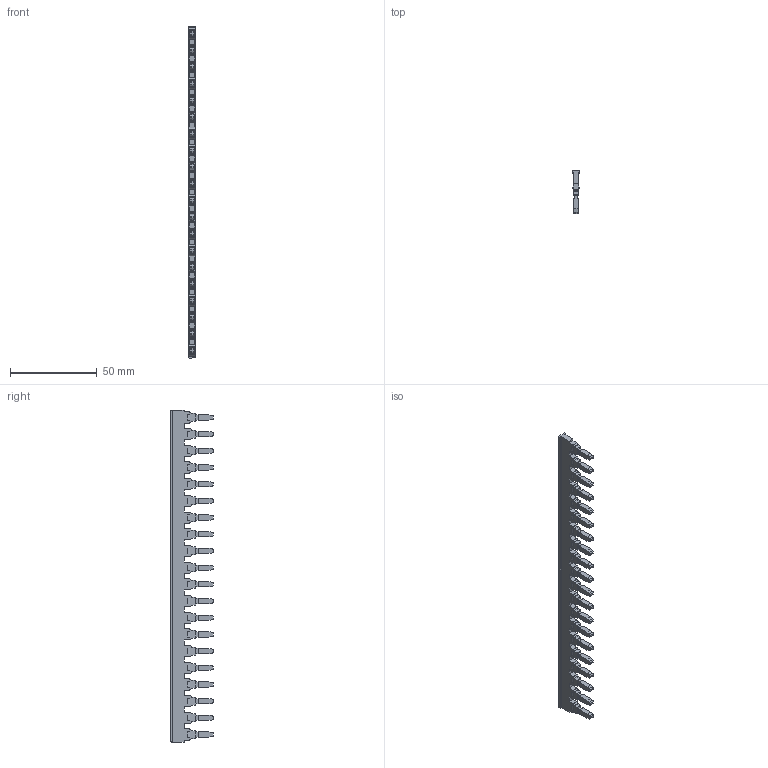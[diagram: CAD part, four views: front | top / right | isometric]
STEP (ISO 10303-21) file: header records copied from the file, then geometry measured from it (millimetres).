
FILE_DESCRIPTION (( 'STEP AP203' ), '1' );
FILE_NAME ('20''LÝ - 10 ÜST KÖPRÜ.STEP', '2020-03-24T08:20:02', ( '' ), ( '' ), 'SwSTEP 2.0', 'SolidWorks 2011', '' );
FILE_SCHEMA (( 'CONFIG_CONTROL_DESIGN' ));
Length unit declared in the file: millimetre
Products named in the file (1): 20''Lﾝ - 10 ﾜST KﾖPRﾜ
Bounding box: 4.5 x 24.5 x 191 mm (x, y, z)
Volume: 8428.1 mm3; surface area: 9202.8 mm2
Topology: 1 solids, 1 shells, 910 faces, 2424 edges, 1576 vertices
Faces by surface type: plane 710, cylinder 200
Entity records: 28005 total; most frequent: CARTESIAN_POINT 4911, ORIENTED_EDGE 4848, DIRECTION 4646, EDGE_CURVE 2424, LINE 2024, VECTOR 2024, VERTEX_POINT 1576, AXIS2_PLACEMENT_3D 1311
